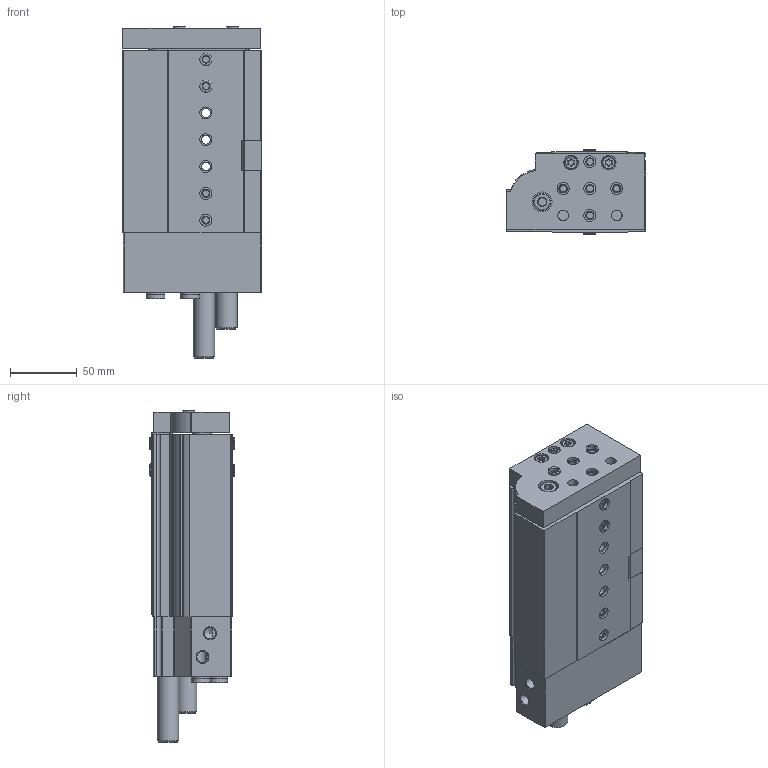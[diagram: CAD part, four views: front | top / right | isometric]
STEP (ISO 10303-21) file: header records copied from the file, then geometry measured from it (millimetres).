
FILE_DESCRIPTION(/* description */ ('STEP AP214'),/* implementation_level */ '2;1');
FILE_NAME(/* name */ '544043_DGSL-25-50-P1A',/* time_stamp */ '2024-08-16T03:46:15+02:00',/* author */ ('License CC BY-ND 4.0'),/* organization */ ('CADENAS'),/* preprocessor_version */ 'ST-DEVELOPER v19.3',/* originating_system */ 'PARTsolutions',/* authorisation */ ' ');
FILE_SCHEMA (('AUTOMOTIVE_DESIGN {1 0 10303 214 3 1 1}'));
Length unit declared in the file: millimetre
Products named in the file (7): 544043 DGSL-25-50-P1A---(0); DGSL-25---(50-0-0-20-zr); 548377 DYEF-M16-Y1F_P; 3568 B-1/8; 686789 DGSL-25-AS; DGSL-25---(50-0-JP); 8137184 ZBH-9-B
Assembly tree (13 placements, depth 2):
  544043 DGSL-25-50-P1A---(0)
    DGSL-25---(50-0-0-20-zr)
    548377 DYEF-M16-Y1F_P  x2
    3568 B-1/8  x2
    686789 DGSL-25-AS
    DGSL-25---(50-0-JP)
    8137184 ZBH-9-B  x6
Bounding box: 104 x 63.6 x 247.8 mm (x, y, z)
Volume: 929400.2 mm3; surface area: 175425.4 mm2
Topology: 13 solids, 13 shells, 677 faces, 1654 edges, 1076 vertices
Faces by surface type: plane 347, cylinder 242, cone 67, torus 21
Full cylindrical faces by diameter (mm): 3.242 x1, 4.917 x13, 6.6 x3, 6.647 x1, 7.8 x2, 8 x3, 8.4 x1, 8.566 x4, 8.917 x2, 9 x16, 9.728 x2, 10 x8, 11 x10, 11.2 x3, 12 x2, 12.6 x2, 13 x2, 14 x4, 14.07 x2, 14.917 x2, 15 x2, 16 x2, 32 x2
Entity records: 17541 total; most frequent: CARTESIAN_POINT 3082, DIRECTION 3032, ORIENTED_EDGE 2634, EDGE_CURVE 1317, AXIS2_PLACEMENT_3D 1145, VERTEX_POINT 949, FACE_BOUND 856, EDGE_LOOP 850
